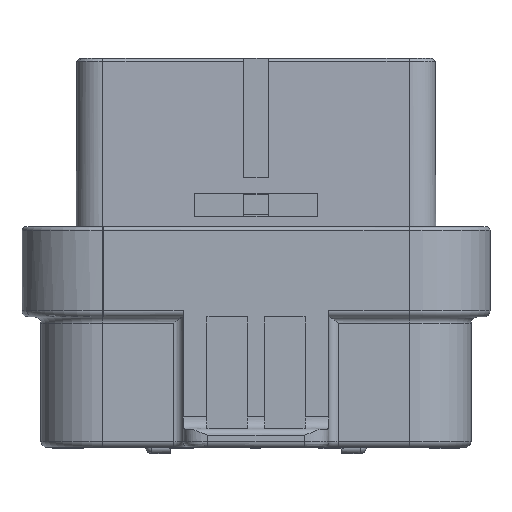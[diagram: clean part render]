
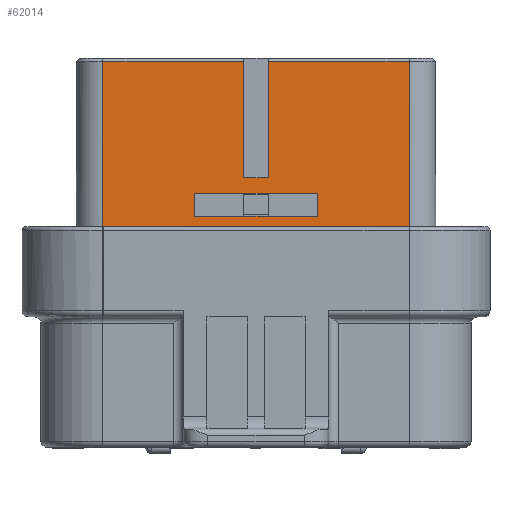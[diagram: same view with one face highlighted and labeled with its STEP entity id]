
A CAD part, front view. The second image highlights one B-rep face of the part: STEP entity #62014.
In plain terms, the highlighted planar face has unit normal (0, -1, 0.005).
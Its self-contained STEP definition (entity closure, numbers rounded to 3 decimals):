
#1637=CARTESIAN_POINT('',(-1.,-9.111,20.7));
#1638=VERTEX_POINT('',#1637);
#1645=CARTESIAN_POINT('',(1.,-9.111,20.7));
#1646=VERTEX_POINT('',#1645);
#1647=CARTESIAN_POINT('',(-1.,-9.111,20.7));
#1648=DIRECTION('',(1.,0.,0.));
#1649=VECTOR('',#1648,2.);
#1650=LINE('',#1647,#1649);
#1651=EDGE_CURVE('',#1638,#1646,#1650,.T.);
#1687=CARTESIAN_POINT('',(-12.5,-9.061,30.234));
#1688=VERTEX_POINT('',#1687);
#1695=CARTESIAN_POINT('',(-1.,-9.061,30.234));
#1696=VERTEX_POINT('',#1695);
#1697=CARTESIAN_POINT('',(-12.5,-9.061,30.234));
#1698=DIRECTION('',(1.,0.,0.));
#1699=VECTOR('',#1698,11.5);
#1700=LINE('',#1697,#1699);
#1701=EDGE_CURVE('',#1688,#1696,#1700,.T.);
#1776=CARTESIAN_POINT('',(-4.5,-9.137,15.7));
#1777=VERTEX_POINT('',#1776);
#1784=CARTESIAN_POINT('',(-12.5,-9.137,15.7));
#1785=VERTEX_POINT('',#1784);
#1786=CARTESIAN_POINT('',(-4.5,-9.137,15.7));
#1787=DIRECTION('',(-1.,0.,0.));
#1788=VECTOR('',#1787,8.);
#1789=LINE('',#1786,#1788);
#1790=EDGE_CURVE('',#1777,#1785,#1789,.T.);
#1837=CARTESIAN_POINT('',(-1.5,-9.137,15.7));
#1838=VERTEX_POINT('',#1837);
#1845=CARTESIAN_POINT('',(-1.5,-9.137,15.7));
#1846=DIRECTION('',(-1.,0.,0.));
#1847=VECTOR('',#1846,3.);
#1848=LINE('',#1845,#1847);
#1849=EDGE_CURVE('',#1838,#1777,#1848,.T.);
#1891=CARTESIAN_POINT('',(1.5,-9.137,15.7));
#1892=VERTEX_POINT('',#1891);
#1899=CARTESIAN_POINT('',(1.5,-9.137,15.7));
#1900=DIRECTION('',(-1.,0.,0.));
#1901=VECTOR('',#1900,3.);
#1902=LINE('',#1899,#1901);
#1903=EDGE_CURVE('',#1892,#1838,#1902,.T.);
#1945=CARTESIAN_POINT('',(4.5,-9.137,15.7));
#1946=VERTEX_POINT('',#1945);
#1953=CARTESIAN_POINT('',(4.5,-9.137,15.7));
#1954=DIRECTION('',(-1.,0.,0.));
#1955=VECTOR('',#1954,3.);
#1956=LINE('',#1953,#1955);
#1957=EDGE_CURVE('',#1946,#1892,#1956,.T.);
#2017=CARTESIAN_POINT('',(12.5,-9.137,15.7));
#2018=VERTEX_POINT('',#2017);
#2025=CARTESIAN_POINT('',(12.5,-9.137,15.7));
#2026=DIRECTION('',(-1.,0.,0.));
#2027=VECTOR('',#2026,8.);
#2028=LINE('',#2025,#2027);
#2029=EDGE_CURVE('',#2018,#1946,#2028,.T.);
#2046=CARTESIAN_POINT('',(12.5,-9.061,30.234));
#2047=VERTEX_POINT('',#2046);
#2065=CARTESIAN_POINT('',(1.,-9.061,30.234));
#2066=VERTEX_POINT('',#2065);
#2073=CARTESIAN_POINT('',(1.,-9.061,30.234));
#2074=DIRECTION('',(1.,0.,0.));
#2075=VECTOR('',#2074,11.5);
#2076=LINE('',#2073,#2075);
#2077=EDGE_CURVE('',#2066,#2047,#2076,.T.);
#61353=CARTESIAN_POINT('',(5.,-9.118,19.45));
#61354=VERTEX_POINT('',#61353);
#61355=CARTESIAN_POINT('',(-5.,-9.118,19.45));
#61356=VERTEX_POINT('',#61355);
#61357=CARTESIAN_POINT('',(5.,-9.118,19.45));
#61358=DIRECTION('',(-1.,0.,0.));
#61359=VECTOR('',#61358,10.);
#61360=LINE('',#61357,#61359);
#61361=EDGE_CURVE('',#61354,#61356,#61360,.T.);
#61810=CARTESIAN_POINT('',(5.,-9.128,17.55));
#61811=VERTEX_POINT('',#61810);
#61818=CARTESIAN_POINT('',(5.,-9.128,17.55));
#61819=DIRECTION('',(0.,0.005,1.));
#61820=VECTOR('',#61819,1.9);
#61821=LINE('',#61818,#61820);
#61822=EDGE_CURVE('',#61811,#61354,#61821,.T.);
#61832=CARTESIAN_POINT('',(-5.,-9.128,17.55));
#61833=VERTEX_POINT('',#61832);
#61834=CARTESIAN_POINT('',(-5.,-9.118,19.45));
#61835=DIRECTION('',(0.,-0.005,-1.));
#61836=VECTOR('',#61835,1.9);
#61837=LINE('',#61834,#61836);
#61838=EDGE_CURVE('',#61356,#61833,#61837,.T.);
#61894=CARTESIAN_POINT('',(-5.,-9.128,17.55));
#61895=DIRECTION('',(1.,0.,0.));
#61896=VECTOR('',#61895,10.);
#61897=LINE('',#61894,#61896);
#61898=EDGE_CURVE('',#61833,#61811,#61897,.T.);
#61969=CARTESIAN_POINT('',(-0.055,-9.106,21.767));
#61970=DIRECTION('',(1.,0.,0.));
#61971=DIRECTION('',(0.,-1.,0.005));
#61972=AXIS2_PLACEMENT_3D('',#61969,#61971,#61970);
#61973=PLANE('',#61972);
#61974=ORIENTED_EDGE('',*,*,#1651,.F.);
#61975=CARTESIAN_POINT('',(-1.,-9.111,20.7));
#61976=DIRECTION('',(0.,0.005,1.));
#61977=VECTOR('',#61976,9.534);
#61978=LINE('',#61975,#61977);
#61979=EDGE_CURVE('',#1638,#1696,#61978,.T.);
#61980=ORIENTED_EDGE('',*,*,#61979,.T.);
#61981=ORIENTED_EDGE('',*,*,#1701,.F.);
#61982=CARTESIAN_POINT('',(-12.5,-9.061,30.234));
#61983=DIRECTION('',(0.,-0.005,-1.));
#61984=VECTOR('',#61983,14.535);
#61985=LINE('',#61982,#61984);
#61986=EDGE_CURVE('',#1688,#1785,#61985,.T.);
#61987=ORIENTED_EDGE('',*,*,#61986,.T.);
#61988=ORIENTED_EDGE('',*,*,#1790,.F.);
#61989=ORIENTED_EDGE('',*,*,#1849,.F.);
#61990=ORIENTED_EDGE('',*,*,#1903,.F.);
#61991=ORIENTED_EDGE('',*,*,#1957,.F.);
#61992=ORIENTED_EDGE('',*,*,#2029,.F.);
#61993=CARTESIAN_POINT('',(12.5,-9.137,15.7));
#61994=DIRECTION('',(0.,0.005,1.));
#61995=VECTOR('',#61994,14.535);
#61996=LINE('',#61993,#61995);
#61997=EDGE_CURVE('',#2018,#2047,#61996,.T.);
#61998=ORIENTED_EDGE('',*,*,#61997,.T.);
#61999=ORIENTED_EDGE('',*,*,#2077,.F.);
#62000=CARTESIAN_POINT('',(1.,-9.061,30.234));
#62001=DIRECTION('',(0.,-0.005,-1.));
#62002=VECTOR('',#62001,9.534);
#62003=LINE('',#62000,#62002);
#62004=EDGE_CURVE('',#2066,#1646,#62003,.T.);
#62005=ORIENTED_EDGE('',*,*,#62004,.T.);
#62006=EDGE_LOOP('',(#61974,#61980,#61981,#61987,#61988,#61989,#61990,#61991,#61992,#61998,#61999,#62005));
#62007=FACE_OUTER_BOUND('',#62006,.T.);
#62008=ORIENTED_EDGE('',*,*,#61838,.F.);
#62009=ORIENTED_EDGE('',*,*,#61361,.F.);
#62010=ORIENTED_EDGE('',*,*,#61822,.F.);
#62011=ORIENTED_EDGE('',*,*,#61898,.F.);
#62012=EDGE_LOOP('',(#62008,#62009,#62010,#62011));
#62013=FACE_BOUND('',#62012,.T.);
#62014=ADVANCED_FACE('',(#62007,#62013),#61973,.T.);
